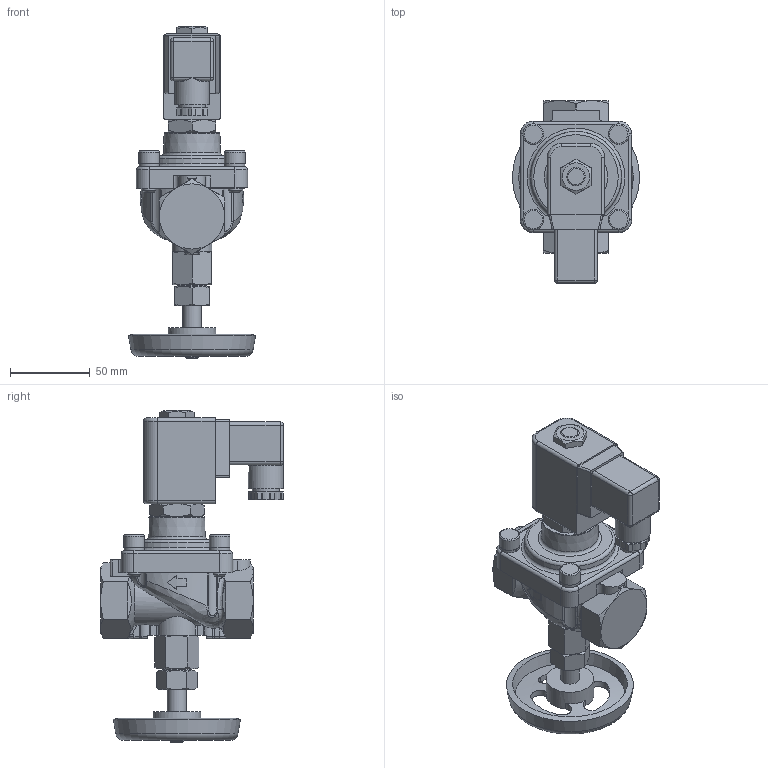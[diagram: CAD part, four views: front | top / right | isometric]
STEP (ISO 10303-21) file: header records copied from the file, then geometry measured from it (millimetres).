
FILE_DESCRIPTION(/* description */ ('Step-Datei'),/* implementation_level */ '2;1');
FILE_NAME(/* name */ '043.004988_E4325-1001-.702-HA.stp',/* time_stamp */ '2018-04-19T12:29:25+02:00',/* author */ ('EFast'),/* organization */ (''),/* preprocessor_version */ 'ST-DEVELOPER v16.1',/* originating_system */ 'Autodesk Inventor 2016',/* authorisation */ '');
FILE_SCHEMA (('AUTOMOTIVE_DESIGN { 1 0 10303 214 3 1 1 }'));
Length unit declared in the file: millimetre
Products named in the file (1): 87-022200
Bounding box: 80 x 115 x 208.8 mm (x, y, z)
Volume: 435008.6 mm3; surface area: 65439.1 mm2
Topology: 1 solids, 1 shells, 447 faces, 1149 edges, 717 vertices
Faces by surface type: plane 161, cylinder 151, cone 73, torus 34, bspline 24, sphere 4
Full cylindrical faces by diameter (mm): 4.917 x2, 8 x8, 8.5 x1, 10 x1, 12 x1, 13 x4, 17 x1, 17.7 x1, 22 x1, 30 x1
Entity records: 14648 total; most frequent: CARTESIAN_POINT 4481, ORIENTED_EDGE 2144, DIRECTION 2084, EDGE_CURVE 1072, AXIS2_PLACEMENT_3D 846, VERTEX_POINT 699, EDGE_LOOP 533, FACE_OUTER_BOUND 447
